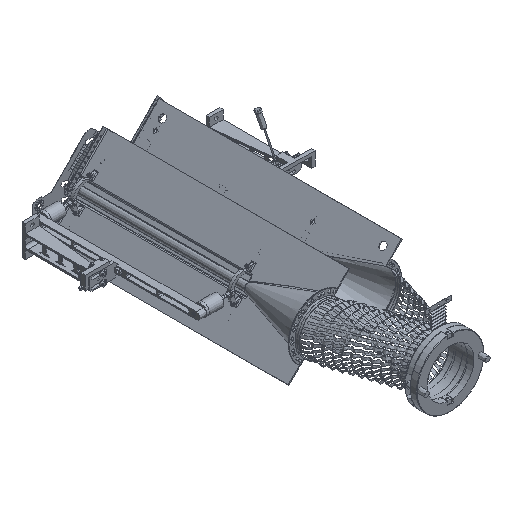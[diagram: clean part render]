
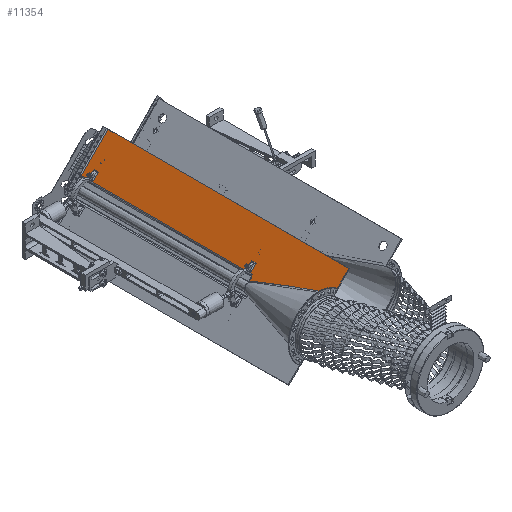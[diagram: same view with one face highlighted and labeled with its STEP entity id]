
A CAD part, isometric view. The second image highlights one B-rep face of the part: STEP entity #11354.
In plain terms, the highlighted face is planar.
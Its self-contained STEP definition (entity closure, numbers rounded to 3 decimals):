
#5594=FACE_BOUND('',#15365,.T.);
#5595=FACE_BOUND('',#15366,.T.);
#5596=FACE_BOUND('',#15367,.T.);
#6348=B_SPLINE_CURVE_WITH_KNOTS('',3,(#77579,#77580,#77581,#77582,#77583,
#77584,#77585,#77586,#77587,#77588),.UNSPECIFIED.,.F.,.F.,(4,2,2,2,4),(0.,
0.125,0.25,0.5,1.),.UNSPECIFIED.);
#6349=B_SPLINE_CURVE_WITH_KNOTS('',3,(#77599,#77600,#77601,#77602,#77603,
#77604,#77605,#77606,#77607,#77608,#77609,#77610,#77611),.UNSPECIFIED.,
 .F.,.F.,(4,3,3,3,4),(0.,0.003,0.393,0.778,
1.),.UNSPECIFIED.);
#9916=PLANE('',#40726);
#11354=ADVANCED_FACE('',(#5594,#5595,#5596),#9916,.T.);
#15365=EDGE_LOOP('',(#27729,#27730,#27731,#27732,#27733,#27734,#27735,#27736,
#27737));
#15366=EDGE_LOOP('',(#27738,#27739,#27740,#27741));
#15367=EDGE_LOOP('',(#27742,#27743,#27744,#27745));
#18290=LINE('',#77285,#21162);
#18291=LINE('',#77289,#21163);
#18292=LINE('',#77295,#21164);
#18293=LINE('',#77297,#21165);
#18294=LINE('',#77301,#21166);
#18295=LINE('',#77305,#21167);
#18296=LINE('',#77309,#21168);
#18297=LINE('',#77313,#21169);
#18301=LINE('',#77566,#21173);
#18305=LINE('',#77576,#21177);
#18306=LINE('',#77590,#21178);
#18307=LINE('',#77592,#21179);
#18308=LINE('',#77593,#21180);
#18309=LINE('',#77595,#21181);
#18310=LINE('',#77597,#21182);
#21162=VECTOR('',#49376,1.);
#21163=VECTOR('',#49381,1.);
#21164=VECTOR('',#49388,1.);
#21165=VECTOR('',#49391,1.);
#21166=VECTOR('',#49396,1.);
#21167=VECTOR('',#49401,1.);
#21168=VECTOR('',#49406,1.);
#21169=VECTOR('',#49411,1.);
#21173=VECTOR('',#49455,1.);
#21177=VECTOR('',#49463,1.);
#21178=VECTOR('',#49464,1.);
#21179=VECTOR('',#49465,1.);
#21180=VECTOR('',#49466,1.);
#21181=VECTOR('',#49467,1.);
#21182=VECTOR('',#49468,1.);
#27729=ORIENTED_EDGE('',*,*,#35572,.T.);
#27730=ORIENTED_EDGE('',*,*,#35573,.T.);
#27731=ORIENTED_EDGE('',*,*,#35574,.T.);
#27732=ORIENTED_EDGE('',*,*,#35575,.T.);
#27733=ORIENTED_EDGE('',*,*,#35567,.T.);
#27734=ORIENTED_EDGE('',*,*,#35576,.F.);
#27735=ORIENTED_EDGE('',*,*,#35577,.T.);
#27736=ORIENTED_EDGE('',*,*,#35578,.T.);
#27737=ORIENTED_EDGE('',*,*,#35579,.T.);
#27738=ORIENTED_EDGE('',*,*,#35541,.T.);
#27739=ORIENTED_EDGE('',*,*,#35539,.T.);
#27740=ORIENTED_EDGE('',*,*,#35537,.T.);
#27741=ORIENTED_EDGE('',*,*,#35535,.T.);
#27742=ORIENTED_EDGE('',*,*,#35533,.T.);
#27743=ORIENTED_EDGE('',*,*,#35532,.T.);
#27744=ORIENTED_EDGE('',*,*,#35529,.T.);
#27745=ORIENTED_EDGE('',*,*,#35527,.T.);
#31614=VERTEX_POINT('',#77284);
#31615=VERTEX_POINT('',#77286);
#31616=VERTEX_POINT('',#77290);
#31617=VERTEX_POINT('',#77294);
#31618=VERTEX_POINT('',#77300);
#31619=VERTEX_POINT('',#77302);
#31620=VERTEX_POINT('',#77306);
#31621=VERTEX_POINT('',#77310);
#31642=VERTEX_POINT('',#77565);
#31643=VERTEX_POINT('',#77567);
#31647=VERTEX_POINT('',#77577);
#31648=VERTEX_POINT('',#77578);
#31649=VERTEX_POINT('',#77589);
#31650=VERTEX_POINT('',#77591);
#31651=VERTEX_POINT('',#77594);
#31652=VERTEX_POINT('',#77596);
#31653=VERTEX_POINT('',#77598);
#35527=EDGE_CURVE('',#31615,#31614,#18290,.T.);
#35529=EDGE_CURVE('',#31616,#31615,#18291,.T.);
#35532=EDGE_CURVE('',#31617,#31616,#18292,.T.);
#35533=EDGE_CURVE('',#31614,#31617,#18293,.T.);
#35535=EDGE_CURVE('',#31619,#31618,#18294,.T.);
#35537=EDGE_CURVE('',#31620,#31619,#18295,.T.);
#35539=EDGE_CURVE('',#31621,#31620,#18296,.T.);
#35541=EDGE_CURVE('',#31618,#31621,#18297,.T.);
#35567=EDGE_CURVE('',#31643,#31642,#18301,.T.);
#35572=EDGE_CURVE('',#31647,#31648,#18305,.T.);
#35573=EDGE_CURVE('',#31648,#31649,#6348,.T.);
#35574=EDGE_CURVE('',#31649,#31650,#18306,.T.);
#35575=EDGE_CURVE('',#31650,#31643,#18307,.T.);
#35576=EDGE_CURVE('',#31651,#31642,#18308,.T.);
#35577=EDGE_CURVE('',#31651,#31652,#18309,.T.);
#35578=EDGE_CURVE('',#31652,#31653,#18310,.T.);
#35579=EDGE_CURVE('',#31653,#31647,#6349,.T.);
#40726=AXIS2_PLACEMENT_3D('',#77612,#49469,#49470);
#49376=DIRECTION('',(1.,0.,0.));
#49381=DIRECTION('',(0.,-0.707,0.707));
#49388=DIRECTION('',(-1.,0.,0.));
#49391=DIRECTION('',(0.,0.707,-0.707));
#49396=DIRECTION('',(0.,0.707,-0.707));
#49401=DIRECTION('',(1.,0.,0.));
#49406=DIRECTION('',(0.,-0.707,0.707));
#49411=DIRECTION('',(-1.,0.,0.));
#49455=DIRECTION('',(0.,0.707,-0.707));
#49463=DIRECTION('',(0.,-0.707,0.707));
#49464=DIRECTION('',(0.,0.707,-0.707));
#49465=DIRECTION('',(-1.,0.,0.));
#49466=DIRECTION('',(-1.,0.,0.));
#49467=DIRECTION('',(0.,-0.707,0.707));
#49468=DIRECTION('',(-1.,0.,0.));
#49469=DIRECTION('',(0.,-0.707,-0.707));
#49470=DIRECTION('',(0.,0.707,-0.707));
#77284=CARTESIAN_POINT('',(764.44,182.317,1610.726));
#77285=CARTESIAN_POINT('',(774.363,182.317,1610.726));
#77286=CARTESIAN_POINT('',(759.44,182.317,1610.726));
#77289=CARTESIAN_POINT('',(759.44,184.024,1609.019));
#77290=CARTESIAN_POINT('',(759.44,188.56,1604.484));
#77294=CARTESIAN_POINT('',(764.44,188.56,1604.484));
#77295=CARTESIAN_POINT('',(774.363,188.56,1604.484));
#77297=CARTESIAN_POINT('',(764.44,212.752,1580.292));
#77300=CARTESIAN_POINT('',(582.226,188.56,1604.484));
#77301=CARTESIAN_POINT('',(582.226,212.752,1580.292));
#77302=CARTESIAN_POINT('',(582.226,182.317,1610.726));
#77305=CARTESIAN_POINT('',(774.363,182.317,1610.726));
#77306=CARTESIAN_POINT('',(577.226,182.317,1610.726));
#77309=CARTESIAN_POINT('',(577.226,184.024,1609.019));
#77310=CARTESIAN_POINT('',(577.226,188.56,1604.484));
#77313=CARTESIAN_POINT('',(774.363,188.56,1604.484));
#77565=CARTESIAN_POINT('',(494.363,212.752,1580.292));
#77566=CARTESIAN_POINT('',(494.363,176.953,1616.09));
#77567=CARTESIAN_POINT('',(494.363,199.449,1593.595));
#77576=CARTESIAN_POINT('',(574.363,212.752,1580.292));
#77577=CARTESIAN_POINT('',(574.363,180.518,1612.526));
#77578=CARTESIAN_POINT('',(574.363,177.476,1615.567));
#77579=CARTESIAN_POINT('',(574.363,177.476,1615.567));
#77580=CARTESIAN_POINT('',(571.352,178.662,1614.382));
#77581=CARTESIAN_POINT('',(568.138,179.503,1613.54));
#77582=CARTESIAN_POINT('',(561.704,181.175,1611.869));
#77583=CARTESIAN_POINT('',(558.455,181.952,1611.091));
#77584=CARTESIAN_POINT('',(548.687,184.225,1608.819));
#77585=CARTESIAN_POINT('',(542.139,185.659,1607.385));
#77586=CARTESIAN_POINT('',(522.468,189.906,1603.138));
#77587=CARTESIAN_POINT('',(509.318,192.653,1600.391));
#77588=CARTESIAN_POINT('',(496.163,195.387,1597.657));
#77589=CARTESIAN_POINT('',(496.163,195.387,1597.657));
#77590=CARTESIAN_POINT('',(496.163,212.752,1580.292));
#77591=CARTESIAN_POINT('',(496.163,199.449,1593.595));
#77592=CARTESIAN_POINT('',(495.163,199.449,1593.595));
#77593=CARTESIAN_POINT('',(774.363,212.752,1580.292));
#77594=CARTESIAN_POINT('',(772.563,212.752,1580.292));
#77595=CARTESIAN_POINT('',(772.563,181.932,1611.112));
#77596=CARTESIAN_POINT('',(772.563,181.932,1611.112));
#77597=CARTESIAN_POINT('',(774.363,181.932,1611.112));
#77598=CARTESIAN_POINT('',(575.363,181.932,1611.112));
#77599=CARTESIAN_POINT('',(575.363,181.932,1611.112));
#77600=CARTESIAN_POINT('',(575.361,181.93,1611.113));
#77601=CARTESIAN_POINT('',(575.36,181.929,1611.115));
#77602=CARTESIAN_POINT('',(575.358,181.928,1611.116));
#77603=CARTESIAN_POINT('',(575.17,181.765,1611.279));
#77604=CARTESIAN_POINT('',(574.982,181.602,1611.442));
#77605=CARTESIAN_POINT('',(574.818,181.427,1611.617));
#77606=CARTESIAN_POINT('',(574.658,181.255,1611.789));
#77607=CARTESIAN_POINT('',(574.518,181.069,1611.975));
#77608=CARTESIAN_POINT('',(574.438,180.871,1612.173));
#77609=CARTESIAN_POINT('',(574.391,180.757,1612.287));
#77610=CARTESIAN_POINT('',(574.363,180.637,1612.407));
#77611=CARTESIAN_POINT('',(574.363,180.518,1612.526));
#77612=CARTESIAN_POINT('',(774.363,212.752,1580.292));
